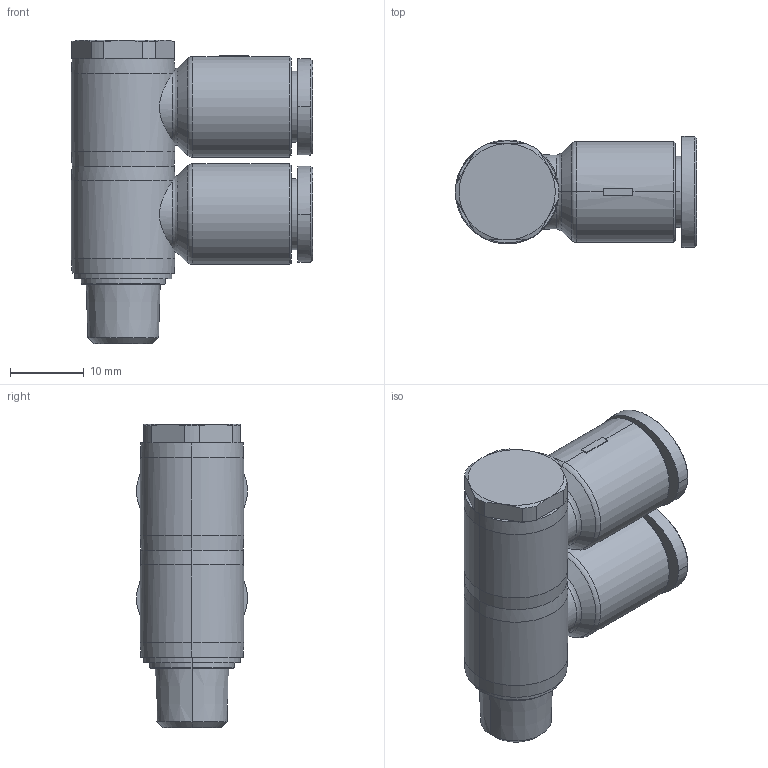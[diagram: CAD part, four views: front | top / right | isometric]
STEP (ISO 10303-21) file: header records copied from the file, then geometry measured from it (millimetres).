
FILE_DESCRIPTION((''),'2;1');
FILE_NAME('GPH_0801(2)(3D).stp','2012-12-20T16:20:31',(''),(''),'Mechanical Desktop.R8.0.24.0','Mechanical Desktop.R8.0.24.0',', , ');
FILE_SCHEMA(('CONFIG_CONTROL_DESIGN'));
Length unit declared in the file: millimetre
Products named in the file (2): GPH_0801(2)(3D); 睡ヶ1
Assembly tree (1 placements, depth 2):
  GPH_0801(2)(3D)
    睡ヶ1
Bounding box: 32.6 x 15 x 41 mm (x, y, z)
Volume: 8013.4 mm3; surface area: 5617.1 mm2
Topology: 1 solids, 1 shells, 863 faces, 2400 edges, 1579 vertices
Faces by surface type: plane 707, bspline 62, cylinder 50, cone 40, torus 4
Entity records: 28925 total; most frequent: CARTESIAN_POINT 6776, ORIENTED_EDGE 4796, DIRECTION 4242, EDGE_CURVE 2398, VECTOR 2084, LINE 2084, VERTEX_POINT 1579, AXIS2_PLACEMENT_3D 1079
